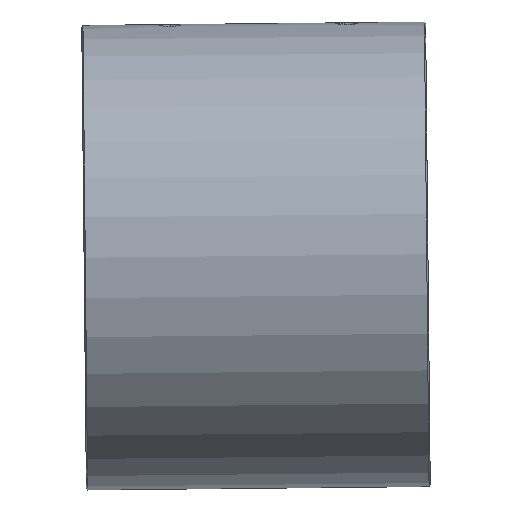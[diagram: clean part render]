
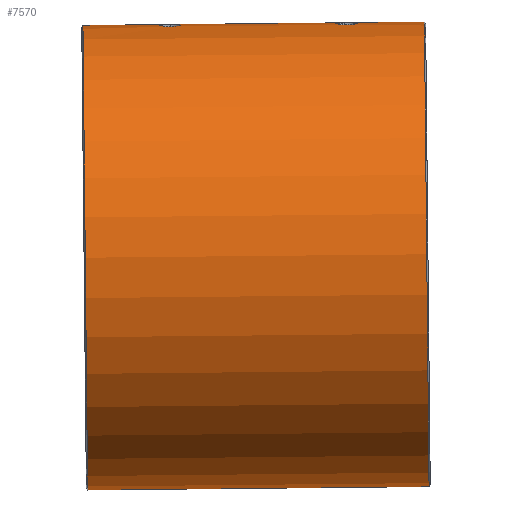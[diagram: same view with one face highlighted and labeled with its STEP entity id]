
A CAD part, front view. The second image highlights one B-rep face of the part: STEP entity #7570.
In plain terms, the highlighted cylindrical face has radius 1655 mm (diameter 3310 mm), a partial arc.
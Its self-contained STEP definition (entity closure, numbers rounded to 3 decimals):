
#4470=CARTESIAN_POINT('',(0.,1216.34,-1655.))
;
#4480=VERTEX_POINT('',#4470);
#4510=CARTESIAN_POINT('',(0.,1216.34,
0.));
#4520=DIRECTION('',(0.,-1.,0.));
#4530=DIRECTION('',(-0.715,0.,0.699));
#4540=AXIS2_PLACEMENT_3D('',#4510,#4520,#4530);
#4550=CIRCLE('',#4540,1655.);
#4560=CARTESIAN_POINT('',(0.,1216.34,1655.));
#4570=VERTEX_POINT('',#4560);
#4580=EDGE_CURVE('',#4480,#4570,#4550,.T.);
#5320=CARTESIAN_POINT('',(0.,-1216.34,-1655.)
);
#5330=VERTEX_POINT('',#5320);
#5360=CARTESIAN_POINT('',(0.,-1216.34,
0.));
#5370=DIRECTION('',(0.,-1.,0.));
#5380=DIRECTION('',(-0.715,0.,0.699));
#5390=AXIS2_PLACEMENT_3D('',#5360,#5370,#5380);
#5400=CIRCLE('',#5390,1655.);
#5600=CARTESIAN_POINT('',(0.,-1225.,1655.));
#5610=DIRECTION('',(0.,-1.,0.));
#5620=VECTOR('',#5610,1.);
#5630=LINE('',#5600,#5620);
#5640=CARTESIAN_POINT('',(0.,-1216.34,1655.)
);
#5650=VERTEX_POINT('',#5640);
#5660=EDGE_CURVE('',#4570,#5650,#5630,.T.);
#5920=CARTESIAN_POINT('',(68.385,-594.832,
1653.587));
#5930=VERTEX_POINT('',#5920);
#6010=CARTESIAN_POINT('',(219.807,-594.965,
1640.338));
#6020=VERTEX_POINT('',#6010);
#6050=CARTESIAN_POINT('',(68.385,-594.832,
1653.587));
#6060=CARTESIAN_POINT('',(68.379,-602.098,
1653.587));
#6070=CARTESIAN_POINT('',(70.463,-616.631,
1653.503));
#6080=CARTESIAN_POINT('',(79.642,-636.667,
1653.097));
#6090=CARTESIAN_POINT('',(94.077,-653.255,
1652.352));
#6100=CARTESIAN_POINT('',(112.583,-665.077,
1651.207));
#6110=CARTESIAN_POINT('',(133.573,-671.173,
1649.649));
#6120=CARTESIAN_POINT('',(155.392,-671.106,
1647.737));
#6130=CARTESIAN_POINT('',(176.282,-664.883,
1645.625));
#6140=CARTESIAN_POINT('',(194.572,-652.998,
1643.55));
#6150=CARTESIAN_POINT('',(208.759,-636.442,
1641.795));
#6160=CARTESIAN_POINT('',(217.738,-616.586,
1640.618));
#6170=CARTESIAN_POINT('',(219.8,-602.173,
1640.339));
#6180=CARTESIAN_POINT('',(219.807,-594.965,
1640.338));
#6190=B_SPLINE_CURVE_WITH_KNOTS('',3,(#6050,#6060,#6070,#6080,#6090,
#6100,#6110,#6120,#6130,#6140,#6150,#6160,#6170,#6180),.UNSPECIFIED.,.F.
,.F.,(4,1,1,1,1,1,1,1,1,1,1,4),(0.,0.091,0.182,
0.273,0.364,0.455,0.545,
0.636,0.727,0.818,0.909,
1.),.UNSPECIFIED.);
#6200=EDGE_CURVE('',#5930,#6020,#6190,.T.);
#6410=CARTESIAN_POINT('',(219.807,661.098,
1640.338));
#6420=VERTEX_POINT('',#6410);
#6450=CARTESIAN_POINT('',(68.385,661.23,
1653.587));
#6460=CARTESIAN_POINT('',(68.379,653.964,
1653.587));
#6470=CARTESIAN_POINT('',(70.463,639.432,
1653.503));
#6480=CARTESIAN_POINT('',(79.642,619.395,
1653.097));
#6490=CARTESIAN_POINT('',(94.077,602.808,
1652.352));
#6500=CARTESIAN_POINT('',(112.583,590.986,
1651.207));
#6510=CARTESIAN_POINT('',(133.573,584.89,
1649.649));
#6520=CARTESIAN_POINT('',(155.392,584.957,
1647.737));
#6530=CARTESIAN_POINT('',(176.282,591.18,
1645.625));
#6540=CARTESIAN_POINT('',(194.572,603.065,
1643.55));
#6550=CARTESIAN_POINT('',(208.759,619.621,
1641.795));
#6560=CARTESIAN_POINT('',(217.738,639.476,
1640.618));
#6570=CARTESIAN_POINT('',(219.8,653.89,
1640.339));
#6580=CARTESIAN_POINT('',(219.807,661.098,
1640.338));
#6590=B_SPLINE_CURVE_WITH_KNOTS('',3,(#6450,#6460,#6470,#6480,#6490,
#6500,#6510,#6520,#6530,#6540,#6550,#6560,#6570,#6580),.UNSPECIFIED.,.F.
,.F.,(4,1,1,1,1,1,1,1,1,1,1,4),(0.,0.091,0.182,
0.273,0.364,0.455,0.545,
0.636,0.727,0.818,0.909,
1.),.UNSPECIFIED.);
#6600=CARTESIAN_POINT('',(68.385,661.23,
1653.587));
#6610=VERTEX_POINT('',#6600);
#6620=EDGE_CURVE('',#6610,#6420,#6590,.T.);
#6880=CARTESIAN_POINT('',(219.807,-594.965,
1640.338));
#6890=CARTESIAN_POINT('',(219.813,-587.731,
1640.338));
#6900=CARTESIAN_POINT('',(217.762,-573.264,
1640.614));
#6910=CARTESIAN_POINT('',(208.751,-553.318,
1641.796));
#6920=CARTESIAN_POINT('',(194.519,-536.735,
1643.557));
#6930=CARTESIAN_POINT('',(176.248,-524.871,
1645.629));
#6940=CARTESIAN_POINT('',(155.345,-518.648,
1647.741));
#6950=CARTESIAN_POINT('',(133.532,-518.595,
1649.652));
#6960=CARTESIAN_POINT('',(112.56,-524.708,
1651.208));
#6970=CARTESIAN_POINT('',(94.152,-536.471,
1652.347));
#6980=CARTESIAN_POINT('',(79.694,-553.023,
1653.094));
#6990=CARTESIAN_POINT('',(70.458,-573.172,
1653.503));
#7000=CARTESIAN_POINT('',(68.391,-587.626,
1653.586));
#7010=CARTESIAN_POINT('',(68.385,-594.832,
1653.587));
#7020=B_SPLINE_CURVE_WITH_KNOTS('',3,(#6880,#6890,#6900,#6910,#6920,
#6930,#6940,#6950,#6960,#6970,#6980,#6990,#7000,#7010),.UNSPECIFIED.,.F.
,.F.,(4,1,1,1,1,1,1,1,1,1,1,4),(0.,0.091,0.182,
0.273,0.364,0.455,0.545,
0.636,0.727,0.818,0.909,
1.),.UNSPECIFIED.);
#7030=EDGE_CURVE('',#6020,#5930,#7020,.T.);
#7160=CARTESIAN_POINT('',(0.,-1225.,
0.));
#7170=DIRECTION('',(0.,-1.,0.));
#7180=DIRECTION('',(0.,0.,1.));
#7190=AXIS2_PLACEMENT_3D('',#7160,#7170,#7180);
#7200=CYLINDRICAL_SURFACE('',#7190,1655.);
#7210=ORIENTED_EDGE('',*,*,#4580,.T.);
#7220=CARTESIAN_POINT('',(0.,-1225.,-1655.));
#7230=DIRECTION('',(0.,-1.,0.));
#7240=VECTOR('',#7230,1.);
#7250=LINE('',#7220,#7240);
#7260=EDGE_CURVE('',#4480,#5330,#7250,.T.);
#7270=ORIENTED_EDGE('',*,*,#7260,.F.);
#7280=EDGE_CURVE('',#5330,#5650,#5400,.T.);
#7290=ORIENTED_EDGE('',*,*,#7280,.F.);
#7300=ORIENTED_EDGE('',*,*,#5660,.T.);
#7310=EDGE_LOOP('',(#7300,#7290,#7270,#7210));
#7320=FACE_OUTER_BOUND('',#7310,.T.);
#7330=ORIENTED_EDGE('',*,*,#7030,.F.);
#7340=ORIENTED_EDGE('',*,*,#6200,.F.);
#7350=EDGE_LOOP('',(#7340,#7330));
#7360=FACE_BOUND('',#7350,.T.);
#7370=CARTESIAN_POINT('',(219.807,661.098,
1640.338));
#7380=CARTESIAN_POINT('',(219.813,668.332,
1640.338));
#7390=CARTESIAN_POINT('',(217.762,682.798,
1640.614));
#7400=CARTESIAN_POINT('',(208.751,702.745,
1641.796));
#7410=CARTESIAN_POINT('',(194.519,719.328,
1643.557));
#7420=CARTESIAN_POINT('',(176.248,731.191,
1645.629));
#7430=CARTESIAN_POINT('',(155.345,737.414,
1647.741));
#7440=CARTESIAN_POINT('',(133.532,737.468,
1649.652));
#7450=CARTESIAN_POINT('',(112.56,731.355,
1651.208));
#7460=CARTESIAN_POINT('',(94.152,719.592,
1652.347));
#7470=CARTESIAN_POINT('',(79.694,703.04,
1653.094));
#7480=CARTESIAN_POINT('',(70.458,682.891,
1653.503));
#7490=CARTESIAN_POINT('',(68.391,668.437,
1653.586));
#7500=CARTESIAN_POINT('',(68.385,661.23,
1653.587));
#7510=B_SPLINE_CURVE_WITH_KNOTS('',3,(#7370,#7380,#7390,#7400,#7410,
#7420,#7430,#7440,#7450,#7460,#7470,#7480,#7490,#7500),.UNSPECIFIED.,.F.
,.F.,(4,1,1,1,1,1,1,1,1,1,1,4),(0.,0.091,0.182,
0.273,0.364,0.455,0.545,
0.636,0.727,0.818,0.909,
1.),.UNSPECIFIED.);
#7520=EDGE_CURVE('',#6420,#6610,#7510,.T.);
#7530=ORIENTED_EDGE('',*,*,#7520,.F.);
#7540=ORIENTED_EDGE('',*,*,#6620,.F.);
#7550=EDGE_LOOP('',(#7540,#7530));
#7560=FACE_BOUND('',#7550,.T.);
#7570=ADVANCED_FACE('',(#7320,#7360,#7560),#7200,.T.);
